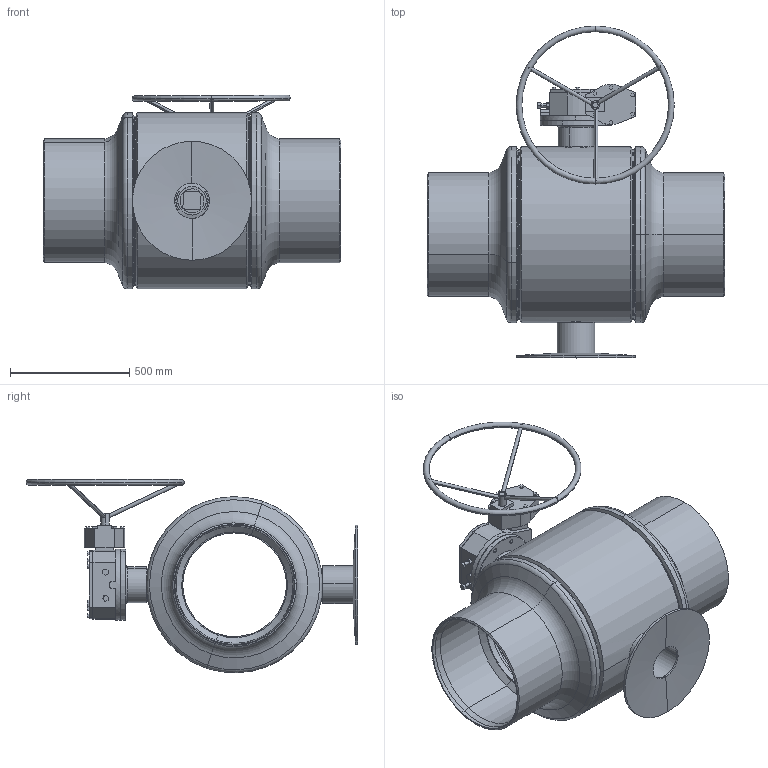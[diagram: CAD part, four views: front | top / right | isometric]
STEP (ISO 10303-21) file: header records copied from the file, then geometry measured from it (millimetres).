
FILE_DESCRIPTION (( 'STEP AP214' ), '1' );
FILE_NAME ('DN500涡轮球阀PN25.STEP', '2023-10-08T07:45:13', ( '' ), ( '' ), 'SwSTEP 2.0', 'SolidWorks 2019', '' );
FILE_SCHEMA (( 'AUTOMOTIVE_DESIGN' ));
Length unit declared in the file: millimetre
Products named in the file (10): 500埴攫盓殤奪; 500恘謫; DN500恦謫⑩概PN25; 500Q367F16C-01趼极; 恘謫忒梟500; 陔蜊概裝; 500晚概极; 500盓殤埴攫; 瑩; 4
Assembly tree (11 placements, depth 2):
  DN500恦謫⑩概PN25
    500Q367F16C-01趼极
    500晚概极  x2
    4
    陔蜊概裝
    瑩  x2
    500埴攫盓殤奪
    500盓殤埴攫
    500恘謫
    恘謫忒梟500
Bounding box: 1250 x 1393.71 x 813.61 mm (x, y, z)
Volume: 91433803.2 mm3; surface area: 7261958.1 mm2
Topology: 12 solids, 20 shells, 652 faces, 1485 edges, 962 vertices
Faces by surface type: plane 303, cylinder 291, cone 44, torus 14
Entity records: 20630 total; most frequent: CARTESIAN_POINT 4479, DIRECTION 2732, ORIENTED_EDGE 2518, EDGE_CURVE 1259, AXIS2_PLACEMENT_3D 1005, VERTEX_POINT 820, VECTOR 722, LINE 722
